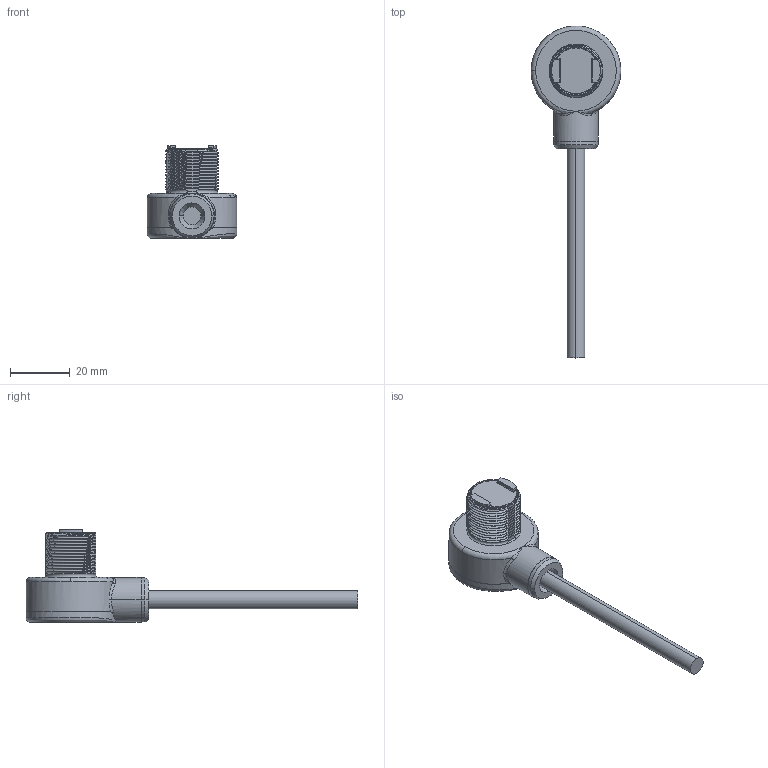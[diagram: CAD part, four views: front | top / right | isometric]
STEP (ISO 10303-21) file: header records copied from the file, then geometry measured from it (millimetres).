
FILE_DESCRIPTION((''),'2;1');
FILE_NAME('152787_SM01_ASM','2025-08-25T11:25:15',('banengservice'),('BANNER ENGINEERING'),'CREO PARAMETRIC BY PTC INC, 2022414','CREO PARAMETRIC BY PTC INC, 2022414','');
FILE_SCHEMA(('CONFIG_CONTROL_DESIGN'));
Length unit declared in the file: millimetre
Products named in the file (3): 152787_EP01; CABLE_600; 152787_SM01_ASM
Assembly tree (2 placements, depth 2):
  152787_SM01_ASM
    152787_EP01
    CABLE_600
Bounding box: 30.01 x 111.05 x 31.04 mm (x, y, z)
Volume: 18720.4 mm3; surface area: 6836.2 mm2
Topology: 2 solids, 2 shells, 166 faces, 440 edges, 281 vertices
Faces by surface type: cylinder 63, plane 63, bspline 18, cone 14, torus 4, sphere 4
Entity records: 13815 total; most frequent: CARTESIAN_POINT 9952, ORIENTED_EDGE 872, DIRECTION 666, EDGE_CURVE 436, VERTEX_POINT 281, AXIS2_PLACEMENT_3D 252, EDGE_LOOP 177, B_SPLINE_CURVE_WITH_KNOTS 175
